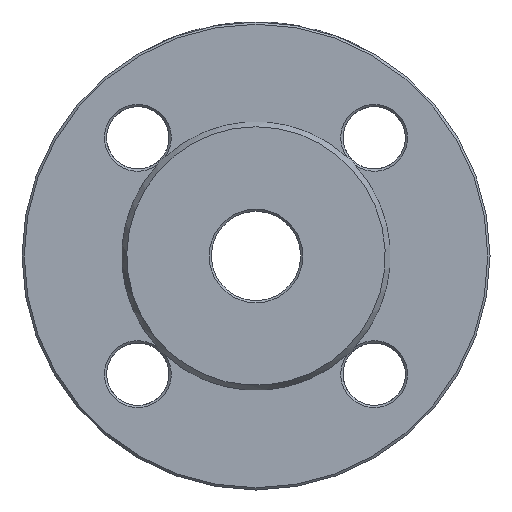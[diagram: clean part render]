
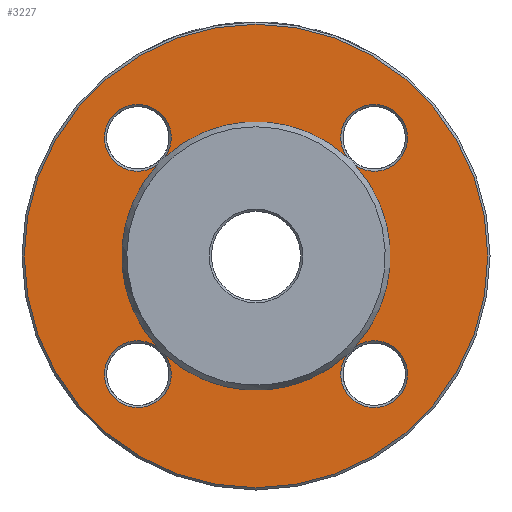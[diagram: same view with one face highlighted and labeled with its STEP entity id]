
A CAD part, left-side view. The second image highlights one B-rep face of the part: STEP entity #3227.
In plain terms, the highlighted planar face has unit normal (-1, 0, 0).
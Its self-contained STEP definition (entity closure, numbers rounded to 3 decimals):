
#9 = CIRCLE ( 'NONE', #2306, 7.5 ) ;
#61 = AXIS2_PLACEMENT_3D ( 'NONE', #2539, #2941, #4684 ) ;
#114 = EDGE_CURVE ( 'NONE', #3065, #4996, #1397, .T. ) ;
#172 = DIRECTION ( 'NONE',  ( 1., 0., 0. ) ) ;
#306 = DIRECTION ( 'NONE',  ( 0., 0., -1. ) ) ;
#381 = AXIS2_PLACEMENT_3D ( 'NONE', #1356, #4296, #2610 ) ;
#390 = FACE_BOUND ( 'NONE', #4129, .T. ) ;
#427 = EDGE_CURVE ( 'NONE', #502, #4437, #2486, .T. ) ;
#431 = AXIS2_PLACEMENT_3D ( 'NONE', #2357, #172, #3661 ) ;
#502 = VERTEX_POINT ( 'NONE', #5377 ) ;
#531 = ORIENTED_EDGE ( 'NONE', *, *, #427, .F. ) ;
#574 = ORIENTED_EDGE ( 'NONE', *, *, #1454, .T. ) ;
#582 = DIRECTION ( 'NONE',  ( 1., 0., 0. ) ) ;
#704 = CIRCLE ( 'NONE', #3902, 7.5 ) ;
#820 = CARTESIAN_POINT ( 'NONE',  ( 2., 30.155, 0. ) ) ;
#870 = DIRECTION ( 'NONE',  ( -1., 0., 0. ) ) ;
#871 = CARTESIAN_POINT ( 'NONE',  ( 2., 0., -52. ) ) ;
#1075 = DIRECTION ( 'NONE',  ( 0., -1., 0. ) ) ;
#1356 = CARTESIAN_POINT ( 'NONE',  ( 2., 0., 0. ) ) ;
#1397 = CIRCLE ( 'NONE', #4312, 7.5 ) ;
#1419 = DIRECTION ( 'NONE',  ( 0., 0., 1. ) ) ;
#1454 = EDGE_CURVE ( 'NONE', #5476, #4437, #5632, .T. ) ;
#1518 = EDGE_CURVE ( 'NONE', #502, #3615, #704, .T. ) ;
#1565 = CARTESIAN_POINT ( 'NONE',  ( 2., 20.34, 22.262 ) ) ;
#1662 = DIRECTION ( 'NONE',  ( 1., 0., 0. ) ) ;
#1708 = VERTEX_POINT ( 'NONE', #871 ) ;
#1790 = CARTESIAN_POINT ( 'NONE',  ( 2., -20.34, 22.262 ) ) ;
#1804 = AXIS2_PLACEMENT_3D ( 'NONE', #4965, #4482, #2828 ) ;
#2040 = CARTESIAN_POINT ( 'NONE',  ( 2., 26.517, 26.517 ) ) ;
#2078 = AXIS2_PLACEMENT_3D ( 'NONE', #820, #1662, #306 ) ;
#2203 = ORIENTED_EDGE ( 'NONE', *, *, #1518, .T. ) ;
#2279 = CARTESIAN_POINT ( 'NONE',  ( 2., -26.517, 26.517 ) ) ;
#2306 = AXIS2_PLACEMENT_3D ( 'NONE', #3163, #4906, #1075 ) ;
#2357 = CARTESIAN_POINT ( 'NONE',  ( 2., 26.517, -26.517 ) ) ;
#2418 = DIRECTION ( 'NONE',  ( 0., 0., -1. ) ) ;
#2476 = CARTESIAN_POINT ( 'NONE',  ( 2., 0., 0. ) ) ;
#2486 = CIRCLE ( 'NONE', #381, 30.155 ) ;
#2539 = CARTESIAN_POINT ( 'NONE',  ( 2., 0., 0. ) ) ;
#2610 = DIRECTION ( 'NONE',  ( 0., 0., 1. ) ) ;
#2619 = CARTESIAN_POINT ( 'NONE',  ( 2., 0., 0. ) ) ;
#2677 = EDGE_CURVE ( 'NONE', #3325, #4996, #3848, .T. ) ;
#2708 = CARTESIAN_POINT ( 'NONE',  ( 2., -20.34, -22.262 ) ) ;
#2800 = CIRCLE ( 'NONE', #3697, 52. ) ;
#2828 = DIRECTION ( 'NONE',  ( 0., 0., 1. ) ) ;
#2849 = DIRECTION ( 'NONE',  ( -1., 0., 0. ) ) ;
#2867 = VERTEX_POINT ( 'NONE', #2708 ) ;
#2916 = EDGE_CURVE ( 'NONE', #3325, #2867, #9, .T. ) ;
#2941 = DIRECTION ( 'NONE',  ( -1., 0., 0. ) ) ;
#3027 = AXIS2_PLACEMENT_3D ( 'NONE', #2619, #870, #3047 ) ;
#3047 = DIRECTION ( 'NONE',  ( 0., 0., 1. ) ) ;
#3065 = VERTEX_POINT ( 'NONE', #1790 ) ;
#3163 = CARTESIAN_POINT ( 'NONE',  ( 2., -26.517, -26.517 ) ) ;
#3227 = ADVANCED_FACE ( 'NONE', ( #5600, #390 ), #5577, .F. ) ;
#3325 = VERTEX_POINT ( 'NONE', #5175 ) ;
#3505 = EDGE_CURVE ( 'NONE', #5476, #2867, #5447, .T. ) ;
#3586 = EDGE_CURVE ( 'NONE', #3065, #3615, #4995, .T. ) ;
#3615 = VERTEX_POINT ( 'NONE', #1565 ) ;
#3661 = DIRECTION ( 'NONE',  ( 0., 0., -1. ) ) ;
#3697 = AXIS2_PLACEMENT_3D ( 'NONE', #2476, #2849, #2418 ) ;
#3778 = DIRECTION ( 'NONE',  ( 0., 1., 0. ) ) ;
#3848 = CIRCLE ( 'NONE', #3027, 30.155 ) ;
#3902 = AXIS2_PLACEMENT_3D ( 'NONE', #2040, #4634, #3778 ) ;
#4021 = ORIENTED_EDGE ( 'NONE', *, *, #3505, .F. ) ;
#4049 = ORIENTED_EDGE ( 'NONE', *, *, #3586, .F. ) ;
#4129 = EDGE_LOOP ( 'NONE', ( #4049, #5082, #5414, #5033, #4021, #574, #531, #2203 ) ) ;
#4296 = DIRECTION ( 'NONE',  ( -1., 0., 0. ) ) ;
#4312 = AXIS2_PLACEMENT_3D ( 'NONE', #2279, #582, #1419 ) ;
#4437 = VERTEX_POINT ( 'NONE', #4550 ) ;
#4482 = DIRECTION ( 'NONE',  ( -1., 0., 0. ) ) ;
#4550 = CARTESIAN_POINT ( 'NONE',  ( 2., 22.262, -20.34 ) ) ;
#4634 = DIRECTION ( 'NONE',  ( 1., 0., 0. ) ) ;
#4684 = DIRECTION ( 'NONE',  ( 0., 0., 1. ) ) ;
#4803 = EDGE_CURVE ( 'NONE', #1708, #1708, #2800, .T. ) ;
#4824 = ORIENTED_EDGE ( 'NONE', *, *, #4803, .T. ) ;
#4851 = EDGE_LOOP ( 'NONE', ( #4824 ) ) ;
#4906 = DIRECTION ( 'NONE',  ( 1., 0., 0. ) ) ;
#4927 = CARTESIAN_POINT ( 'NONE',  ( 2., -22.262, 20.34 ) ) ;
#4965 = CARTESIAN_POINT ( 'NONE',  ( 2., 0., 0. ) ) ;
#4995 = CIRCLE ( 'NONE', #61, 30.155 ) ;
#4996 = VERTEX_POINT ( 'NONE', #4927 ) ;
#5033 = ORIENTED_EDGE ( 'NONE', *, *, #2916, .T. ) ;
#5082 = ORIENTED_EDGE ( 'NONE', *, *, #114, .T. ) ;
#5175 = CARTESIAN_POINT ( 'NONE',  ( 2., -22.262, -20.34 ) ) ;
#5377 = CARTESIAN_POINT ( 'NONE',  ( 2., 22.262, 20.34 ) ) ;
#5414 = ORIENTED_EDGE ( 'NONE', *, *, #2677, .F. ) ;
#5447 = CIRCLE ( 'NONE', #1804, 30.155 ) ;
#5476 = VERTEX_POINT ( 'NONE', #5654 ) ;
#5577 = PLANE ( 'NONE',  #2078 ) ;
#5600 = FACE_OUTER_BOUND ( 'NONE', #4851, .T. ) ;
#5632 = CIRCLE ( 'NONE', #431, 7.5 ) ;
#5654 = CARTESIAN_POINT ( 'NONE',  ( 2., 20.34, -22.262 ) ) ;
